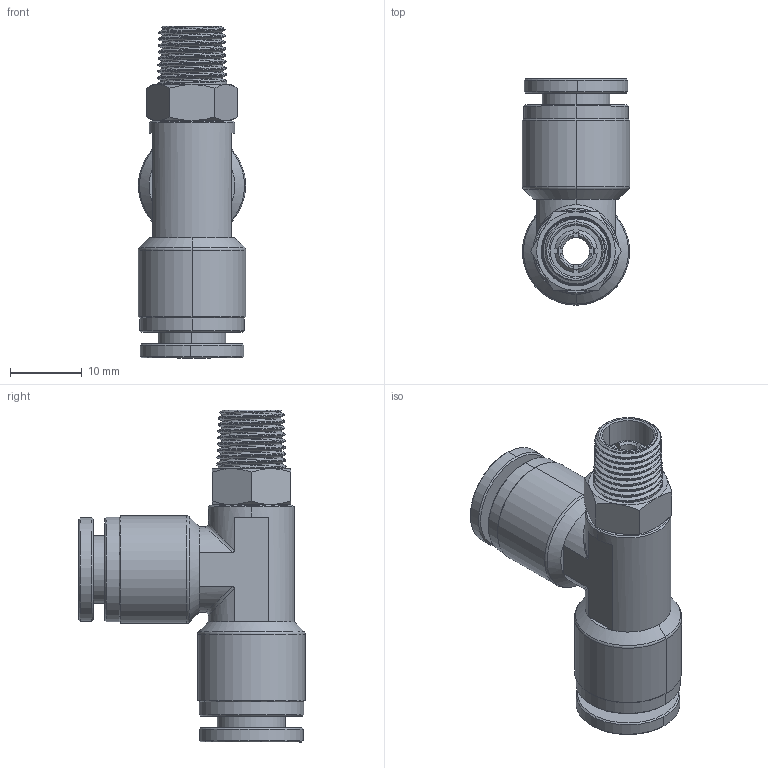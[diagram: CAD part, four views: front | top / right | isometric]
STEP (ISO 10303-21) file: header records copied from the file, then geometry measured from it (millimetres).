
FILE_DESCRIPTION (( 'STEP AP214' ), '1' );
FILE_NAME ('RTS8R1-8W.STEP', '2018-07-26T16:58:41', ( '' ), ( '' ), 'SwSTEP 2.0', 'SolidWorks 2016', '' );
FILE_SCHEMA (( 'AUTOMOTIVE_DESIGN' ));
Length unit declared in the file: millimetre
Products named in the file (1): RTS8R1-8W
Bounding box: 15 x 31.6 x 46.4 mm (x, y, z)
Volume: 5149.1 mm3; surface area: 9127.3 mm2
Topology: 12 solids, 12 shells, 882 faces, 2418 edges, 1573 vertices
Faces by surface type: plane 349, cone 287, cylinder 150, bspline 88, torus 8
Entity records: 45853 total; most frequent: CARTESIAN_POINT 15078, ORIENTED_EDGE 4836, DIRECTION 3869, EDGE_CURVE 2418, AXIS2_PLACEMENT_3D 1580, VERTEX_POINT 1573, EDGE_LOOP 921, UNCERTAINTY_MEASURE_WITH_UNIT 896
